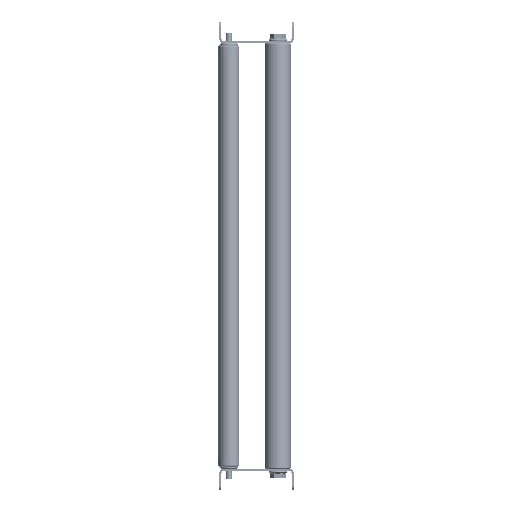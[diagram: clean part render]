
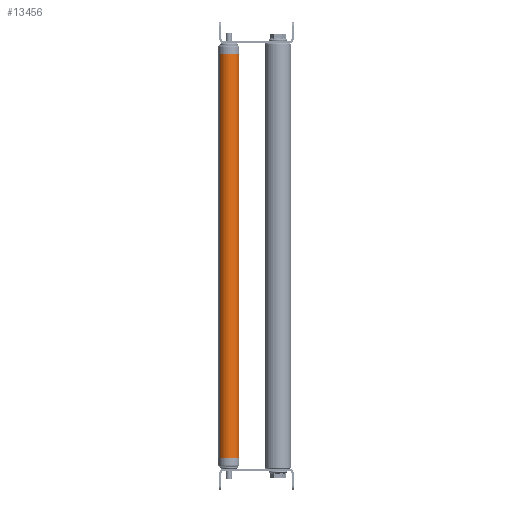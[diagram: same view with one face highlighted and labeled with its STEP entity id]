
A CAD part, left-side view. The second image highlights one B-rep face of the part: STEP entity #13456.
In plain terms, the highlighted cylindrical face has radius 10 mm (diameter 20 mm), a partial arc.
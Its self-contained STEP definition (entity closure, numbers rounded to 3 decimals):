
#742 = FACE_OUTER_BOUND ( 'NONE', #16719, .T. ) ;
#1336 = AXIS2_PLACEMENT_3D ( 'NONE', #14273, #10450, #27762 ) ;
#3467 = CYLINDRICAL_SURFACE ( 'NONE', #1336, 10. ) ;
#4682 = ORIENTED_EDGE ( 'NONE', *, *, #24403, .F. ) ;
#5170 = AXIS2_PLACEMENT_3D ( 'NONE', #30876, #13809, #23076 ) ;
#6657 = CIRCLE ( 'NONE', #16013, 10. ) ;
#7922 = EDGE_CURVE ( 'NONE', #38713, #18556, #39396, .T. ) ;
#9011 = VERTEX_POINT ( 'NONE', #12979 ) ;
#9912 = CARTESIAN_POINT ( 'NONE',  ( 0., 0., -10. ) ) ;
#10450 = DIRECTION ( 'NONE',  ( -1., 0., 0. ) ) ;
#10602 = DIRECTION ( 'NONE',  ( 0., 0., -1. ) ) ;
#11469 = VERTEX_POINT ( 'NONE', #14049 ) ;
#12979 = CARTESIAN_POINT ( 'NONE',  ( 380., 0., 10. ) ) ;
#13456 = ADVANCED_FACE ( 'NONE', ( #742 ), #3467, .T. ) ;
#13765 = DIRECTION ( 'NONE',  ( 1., 0., 0. ) ) ;
#13809 = DIRECTION ( 'NONE',  ( 1., 0., 0. ) ) ;
#14049 = CARTESIAN_POINT ( 'NONE',  ( 0., 0., 10. ) ) ;
#14273 = CARTESIAN_POINT ( 'NONE',  ( 380., 0., 0. ) ) ;
#14833 = CARTESIAN_POINT ( 'NONE',  ( 380., 0., -10. ) ) ;
#16013 = AXIS2_PLACEMENT_3D ( 'NONE', #34169, #13765, #10602 ) ;
#16075 = CARTESIAN_POINT ( 'NONE',  ( 380., 0., 10. ) ) ;
#16719 = EDGE_LOOP ( 'NONE', ( #31849, #26798, #38007, #4682 ) ) ;
#18556 = VERTEX_POINT ( 'NONE', #9912 ) ;
#23076 = DIRECTION ( 'NONE',  ( 0., 0., -1. ) ) ;
#24403 = EDGE_CURVE ( 'NONE', #9011, #11469, #40051, .T. ) ;
#25739 = CARTESIAN_POINT ( 'NONE',  ( 380., 0., -10. ) ) ;
#26184 = DIRECTION ( 'NONE',  ( -1., 0., 0. ) ) ;
#26798 = ORIENTED_EDGE ( 'NONE', *, *, #7922, .T. ) ;
#27762 = DIRECTION ( 'NONE',  ( 0., 0., 1. ) ) ;
#30876 = CARTESIAN_POINT ( 'NONE',  ( 380., 0., 0. ) ) ;
#31849 = ORIENTED_EDGE ( 'NONE', *, *, #41939, .F. ) ;
#33137 = CIRCLE ( 'NONE', #5170, 10. ) ;
#34169 = CARTESIAN_POINT ( 'NONE',  ( 0., 0., 0. ) ) ;
#35211 = EDGE_CURVE ( 'NONE', #18556, #11469, #6657, .T. ) ;
#36735 = VECTOR ( 'NONE', #26184, 1000. ) ;
#38007 = ORIENTED_EDGE ( 'NONE', *, *, #35211, .T. ) ;
#38713 = VERTEX_POINT ( 'NONE', #14833 ) ;
#39396 = LINE ( 'NONE', #25739, #41019 ) ;
#40051 = LINE ( 'NONE', #16075, #36735 ) ;
#41019 = VECTOR ( 'NONE', #42321, 1000. ) ;
#41939 = EDGE_CURVE ( 'NONE', #38713, #9011, #33137, .T. ) ;
#42321 = DIRECTION ( 'NONE',  ( -1., 0., 0. ) ) ;
